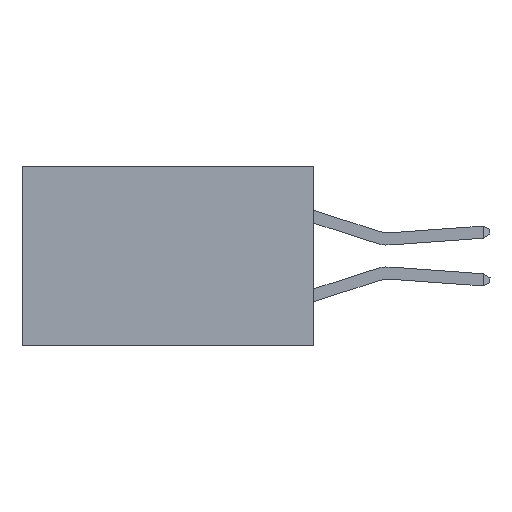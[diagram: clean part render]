
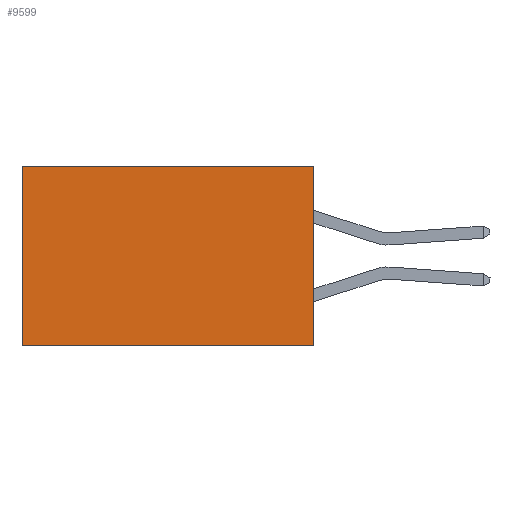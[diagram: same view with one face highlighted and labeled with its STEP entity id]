
A CAD part, left-side view. The second image highlights one B-rep face of the part: STEP entity #9599.
In plain terms, the highlighted planar face has unit normal (-1, 0, 0).
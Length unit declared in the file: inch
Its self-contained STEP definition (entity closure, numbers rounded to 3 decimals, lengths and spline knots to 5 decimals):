
#1600 = DIRECTION ( 'NONE',  ( 0., 0., -1. ) ) ;
#1602 = EDGE_CURVE ( 'NONE', #14125, #13619, #12434, .T. ) ;
#2171 = VECTOR ( 'NONE', #1600, 39.37008 ) ;
#2308 = CARTESIAN_POINT ( 'NONE',  ( 0.2875, 0., 0. ) ) ;
#2832 = LINE ( 'NONE', #8258, #9043 ) ;
#2848 = VERTEX_POINT ( 'NONE', #10856 ) ;
#3108 = LINE ( 'NONE', #3377, #13344 ) ;
#3377 = CARTESIAN_POINT ( 'NONE',  ( 0.2875, 0., 0. ) ) ;
#3885 = EDGE_CURVE ( 'NONE', #13343, #13619, #2832, .T. ) ;
#4599 = DIRECTION ( 'NONE',  ( 0., 1., 0. ) ) ;
#5060 = PLANE ( 'NONE',  #13313 ) ;
#5521 = ORIENTED_EDGE ( 'NONE', *, *, #1602, .T. ) ;
#5931 = FACE_OUTER_BOUND ( 'NONE', #9548, .T. ) ;
#6277 = DIRECTION ( 'NONE',  ( 1., 0., 0. ) ) ;
#6944 = EDGE_CURVE ( 'NONE', #2848, #13343, #7725, .T. ) ;
#7087 = ORIENTED_EDGE ( 'NONE', *, *, #8640, .T. ) ;
#7141 = CARTESIAN_POINT ( 'NONE',  ( 0.2875, 0.6, 0. ) ) ;
#7238 = CARTESIAN_POINT ( 'NONE',  ( 0.2875, 0., -0.37 ) ) ;
#7725 = LINE ( 'NONE', #2308, #11066 ) ;
#7986 = DIRECTION ( 'NONE',  ( 0., 1., 0. ) ) ;
#8205 = CARTESIAN_POINT ( 'NONE',  ( 0.2875, 0.6, -0.37 ) ) ;
#8258 = CARTESIAN_POINT ( 'NONE',  ( 0.2875, 0., -0.37 ) ) ;
#8640 = EDGE_CURVE ( 'NONE', #2848, #14125, #3108, .T. ) ;
#9043 = VECTOR ( 'NONE', #7986, 39.37008 ) ;
#9548 = EDGE_LOOP ( 'NONE', ( #5521, #12168, #10052, #7087 ) ) ;
#9599 = ADVANCED_FACE ( 'NONE', ( #5931 ), #5060, .F. ) ;
#9720 = DIRECTION ( 'NONE',  ( 0., 0., -1. ) ) ;
#10052 = ORIENTED_EDGE ( 'NONE', *, *, #6944, .F. ) ;
#10856 = CARTESIAN_POINT ( 'NONE',  ( 0.2875, 0., 0. ) ) ;
#11066 = VECTOR ( 'NONE', #9720, 39.37008 ) ;
#12168 = ORIENTED_EDGE ( 'NONE', *, *, #3885, .F. ) ;
#12434 = LINE ( 'NONE', #7141, #2171 ) ;
#12791 = CARTESIAN_POINT ( 'NONE',  ( 0.2875, 0.6, 0. ) ) ;
#13313 = AXIS2_PLACEMENT_3D ( 'NONE', #13683, #6277, #14873 ) ;
#13343 = VERTEX_POINT ( 'NONE', #7238 ) ;
#13344 = VECTOR ( 'NONE', #4599, 39.37008 ) ;
#13619 = VERTEX_POINT ( 'NONE', #8205 ) ;
#13683 = CARTESIAN_POINT ( 'NONE',  ( 0.2875, 0., 0. ) ) ;
#14125 = VERTEX_POINT ( 'NONE', #12791 ) ;
#14873 = DIRECTION ( 'NONE',  ( 0., 0., -1. ) ) ;
